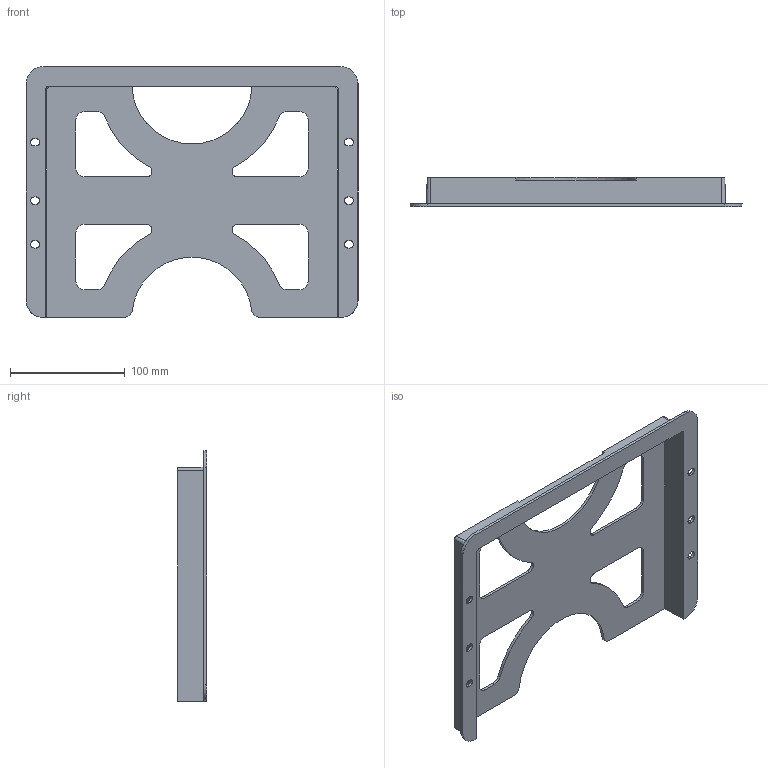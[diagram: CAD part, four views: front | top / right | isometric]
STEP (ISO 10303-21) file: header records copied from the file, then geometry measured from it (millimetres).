
FILE_DESCRIPTION(/* description */ ('8X10 PRINT POCKET'),/* implementation_level */ '2;1');
FILE_NAME(/* name */ 'PPPL0810.stp',/* time_stamp */ '2017-02-15T15:46:58-06:00',/* author */ ('dnichola'),/* organization */ (''),/* preprocessor_version */ 'ST-DEVELOPER v16.1',/* originating_system */ 'Autodesk Inventor 2016',/* authorisation */ '');
FILE_SCHEMA (('AUTOMOTIVE_DESIGN { 1 0 10303 214 3 1 1 }'));
Length unit declared in the file: inch
Products named in the file (1): PPPL0810
Bounding box: 288.93 x 25.73 x 218.19 mm (x, y, z)
Volume: 150832.6 mm3; surface area: 124597.9 mm2
Topology: 1 solids, 1 shells, 887 faces, 2482 edges, 1654 vertices
Faces by surface type: plane 679, cylinder 142, bspline 64, cone 2
Full cylindrical faces by diameter (mm): 2.845 x2, 3.607 x2
Entity records: 29463 total; most frequent: CARTESIAN_POINT 5852, ORIENTED_EDGE 4956, DIRECTION 4292, EDGE_CURVE 2478, LINE 2056, VECTOR 2056, VERTEX_POINT 1654, AXIS2_PLACEMENT_3D 1118
